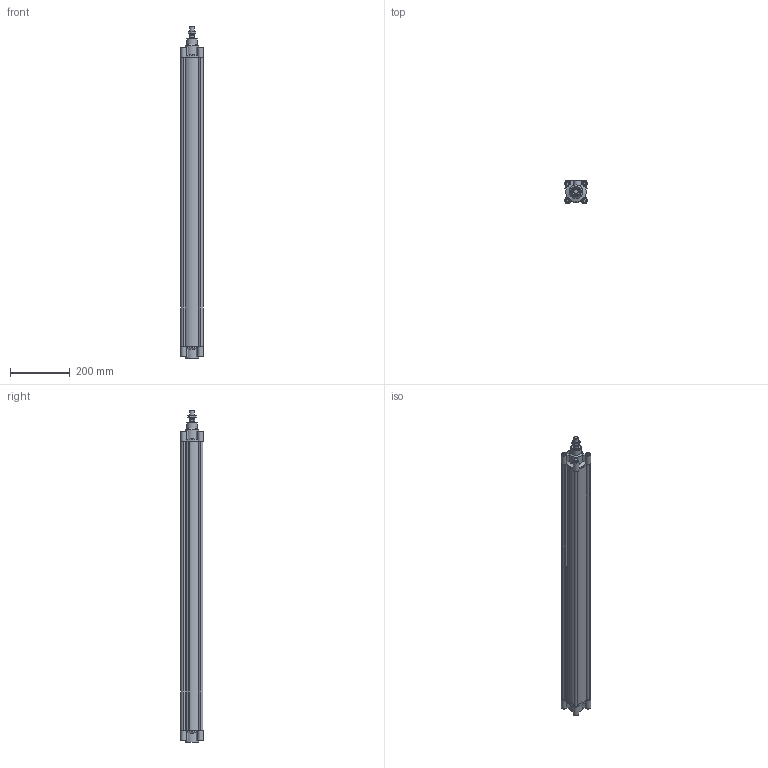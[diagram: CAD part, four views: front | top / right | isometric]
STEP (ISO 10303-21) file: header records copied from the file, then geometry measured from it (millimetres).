
FILE_DESCRIPTION(/* description */ ('Unknown'),/* implementation_level */ '2;1');
FILE_NAME(/* name */ '1390.63.914.01',/* time_stamp */ '2018-06-19T14:05:10-04:00',/* author */ ('Unknown'),/* organization */ ('Unknown'),/* preprocessor_version */ 'ST-DEVELOPER v16.7',/* originating_system */ 'DEX',/* authorisation */ $);
FILE_SCHEMA (('AUTOMOTIVE_DESIGN {1 0 10303 214 3 1 1}'));
Length unit declared in the file: millimetre
Products named in the file (6): 1390.63.914.01; CPL063-004-0; CPL063-001-01; CPL063-002-01; CPL_63_0000; 1320_50_18F
Assembly tree (5 placements, depth 2):
  1390.63.914.01
    CPL063-004-0
    CPL063-001-01
    CPL063-002-01
    CPL_63_0000
    1320_50_18F
Bounding box: 76 x 76 x 1109.3 mm (x, y, z)
Volume: 1668755.1 mm3; surface area: 837047.1 mm2
Topology: 5 solids, 5 shells, 316 faces, 777 edges, 511 vertices
Faces by surface type: plane 210, cylinder 81, cone 24, torus 1
Full cylindrical faces by diameter (mm): 6.75 x8, 10 x2, 13 x8, 13.5 x8, 14.5 x2, 15.2 x2, 16 x1, 19.5 x1, 20 x2, 35 x1, 45 x2, 63 x4
Entity records: 9193 total; most frequent: CARTESIAN_POINT 1684, DIRECTION 1518, ORIENTED_EDGE 1450, EDGE_CURVE 725, AXIS2_PLACEMENT_3D 521, VERTEX_POINT 507, LINE 476, VECTOR 476
